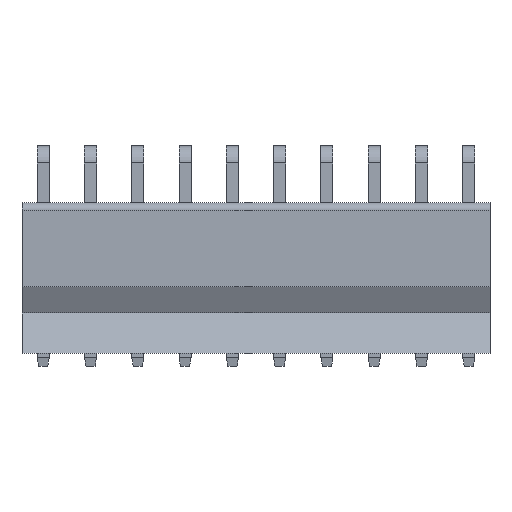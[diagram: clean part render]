
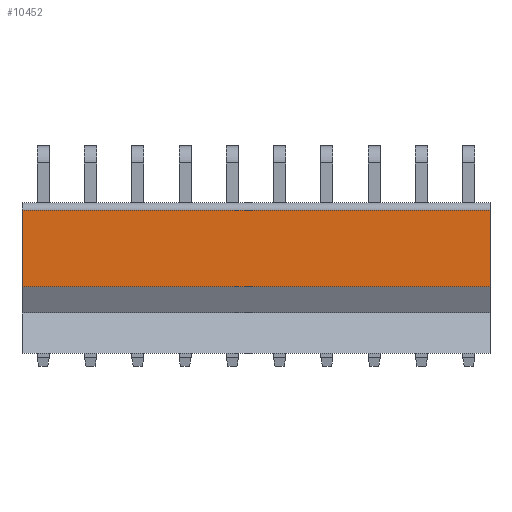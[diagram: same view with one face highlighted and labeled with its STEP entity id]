
A CAD part, top view. The second image highlights one B-rep face of the part: STEP entity #10452.
In plain terms, the highlighted planar face has unit normal (0, 0, 1).
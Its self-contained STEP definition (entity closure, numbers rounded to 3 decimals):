
#912=ORIENTED_EDGE('',*,*,#2863,.T.);
#913=ORIENTED_EDGE('',*,*,#2907,.T.);
#914=ORIENTED_EDGE('',*,*,#2873,.F.);
#915=ORIENTED_EDGE('',*,*,#2906,.F.);
#2863=EDGE_CURVE('',#3901,#3900,#4628,.T.);
#2873=EDGE_CURVE('',#3909,#3910,#4637,.T.);
#2906=EDGE_CURVE('',#3901,#3909,#4668,.T.);
#2907=EDGE_CURVE('',#3900,#3910,#4669,.T.);
#3900=VERTEX_POINT('',#13296);
#3901=VERTEX_POINT('',#13298);
#3909=VERTEX_POINT('',#13317);
#3910=VERTEX_POINT('',#13318);
#4628=LINE('',#13297,#5312);
#4637=LINE('',#13316,#5321);
#4668=LINE('',#13382,#5352);
#4669=LINE('',#13384,#5353);
#5312=VECTOR('',#11612,1000.);
#5321=VECTOR('',#11625,1000.);
#5352=VECTOR('',#11692,1000.);
#5353=VECTOR('',#11695,1000.);
#5891=EDGE_LOOP('',(#912,#913,#914,#915));
#6395=FACE_BOUND('',#5891,.T.);
#6869=PLANE('',#10939);
#10452=ADVANCED_FACE('',(#6395),#6869,.T.);
#10939=AXIS2_PLACEMENT_3D('',#13383,#11693,#11694);
#11612=DIRECTION('',(0.,1.,0.));
#11625=DIRECTION('',(0.,1.,0.));
#11692=DIRECTION('',(-1.,0.,0.));
#11693=DIRECTION('',(0.,0.,1.));
#11694=DIRECTION('',(0.,-1.,0.));
#11695=DIRECTION('',(-1.,0.,0.));
#13296=CARTESIAN_POINT('',(19.598,-6.35,9.474));
#13297=CARTESIAN_POINT('',(19.598,-5.715,9.474));
#13298=CARTESIAN_POINT('',(19.598,-12.725,9.474));
#13316=CARTESIAN_POINT('',(-19.598,-5.715,9.474));
#13317=CARTESIAN_POINT('',(-19.598,-12.725,9.474));
#13318=CARTESIAN_POINT('',(-19.598,-6.35,9.474));
#13382=CARTESIAN_POINT('',(19.598,-12.725,9.474));
#13383=CARTESIAN_POINT('',(19.598,-5.715,9.474));
#13384=CARTESIAN_POINT('',(19.598,-6.35,9.474));
